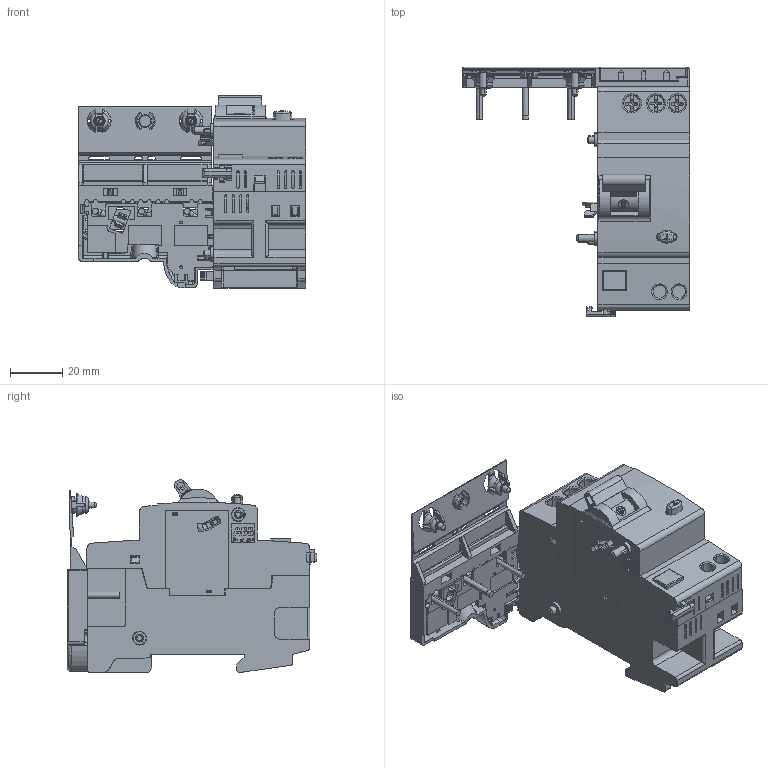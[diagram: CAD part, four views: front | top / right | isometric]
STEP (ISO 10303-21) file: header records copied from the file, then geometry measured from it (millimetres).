
FILE_DESCRIPTION(('CATIA V5 STEP Exchange'),'2;1');
FILE_NAME('04161255----- DDA203 2P2M (3D PRODUCT SKIN).stp','2018-06-07T06:42:01+00:00',('none'),('none'),'CATIA Version 5 Release 20 SP 6 (IN-10)','CATIA V5 STEP AP214','none');
FILE_SCHEMA(('AUTOMOTIVE_DESIGN { 1 0 10303 214 1 1 1 1 }'));
Length unit declared in the file: millimetre
Products named in the file (1): 04579356-9380_000_A0_INTERRUTTORE_COMPLETO_3P 2M_2PD_AllCATPart
Bounding box: 86.75 x 95.23 x 73.37 mm (x, y, z)
Volume: 59504 mm3; surface area: 88608.9 mm2
Topology: 29 solids, 29 shells, 5152 faces, 14866 edges, 9669 vertices
Faces by surface type: plane 3213, cylinder 1411, torus 205, cone 160, bspline 88, sphere 75
Entity records: 170024 total; most frequent: CARTESIAN_POINT 40377, ORIENTED_EDGE 29564, DIRECTION 21295, EDGE_CURVE 14782, VECTOR 10857, LINE 10857, VERTEX_POINT 9669, AXIS2_PLACEMENT_3D 6632
